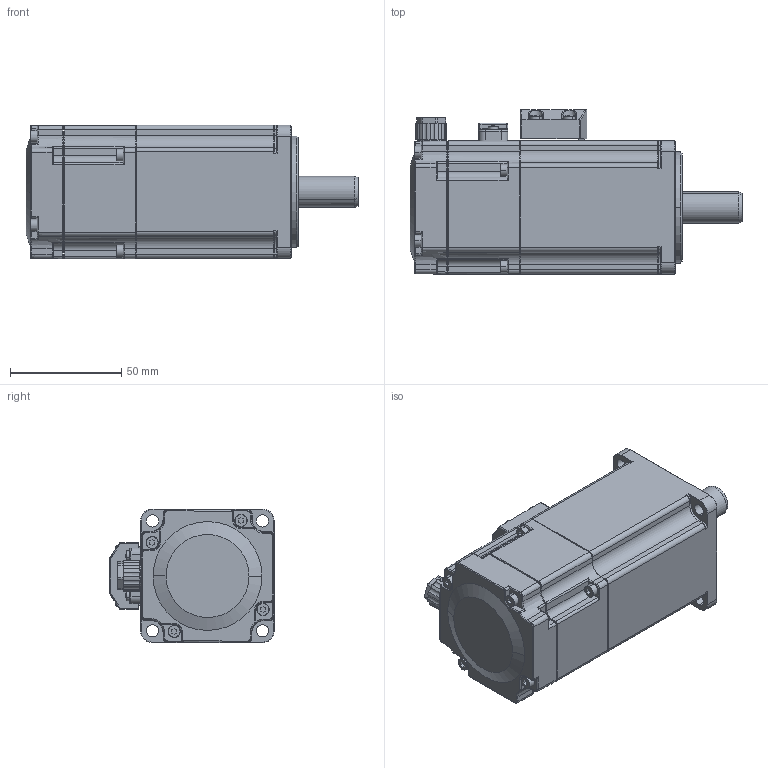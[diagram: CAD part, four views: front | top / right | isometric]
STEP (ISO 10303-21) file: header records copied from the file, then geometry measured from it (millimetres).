
FILE_DESCRIPTION (( 'STEP AP214' ), '1' );
FILE_NAME ('400价陬.STEP', '2023-06-27T00:38:45', ( '' ), ( '' ), 'SwSTEP 2.0', 'SolidWorks 2021', '' );
FILE_SCHEMA (( 'AUTOMOTIVE_DESIGN' ));
Length unit declared in the file: millimetre
Products named in the file (1): 400价陬
Bounding box: 149.5 x 74.09 x 60.08 mm (x, y, z)
Surface area: 43438.8 mm2 (no closed solid volume)
Topology: 0 solids, 30 shells, 910 faces, 2609 edges, 1675 vertices
Faces by surface type: plane 340, cylinder 323, torus 144, cone 57, bspline 30, sphere 16
Entity records: 40583 total; most frequent: CARTESIAN_POINT 7028, DIRECTION 5229, ORIENTED_EDGE 4567, EDGE_CURVE 2599, AXIS2_PLACEMENT_3D 2096, VERTEX_POINT 1675, CIRCLE 1215, LINE 1037
